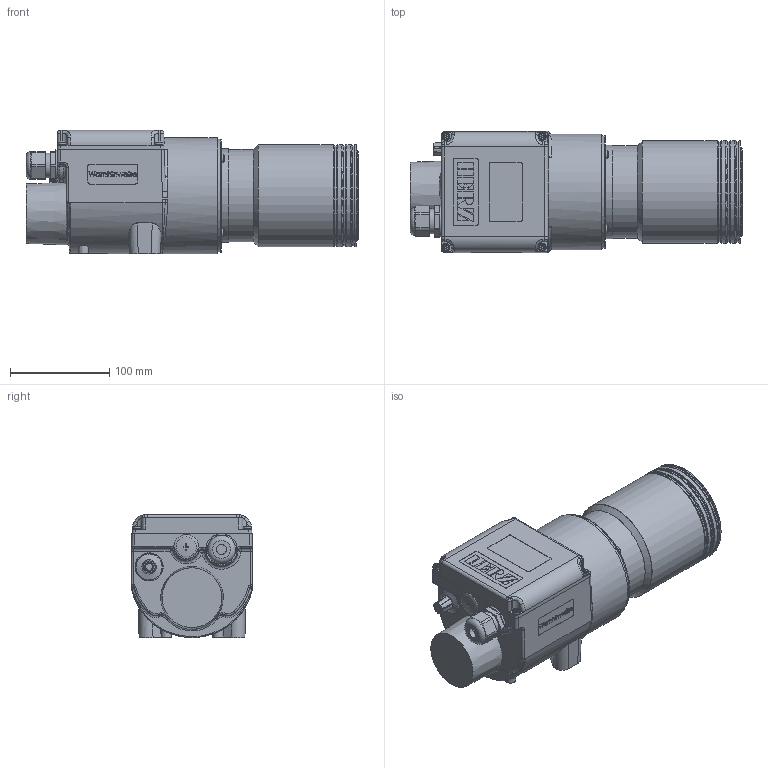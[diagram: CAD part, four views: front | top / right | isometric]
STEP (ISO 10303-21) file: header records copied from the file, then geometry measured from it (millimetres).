
FILE_DESCRIPTION( ( 'Unknown' ), '1' );
FILE_NAME( 'Lufterhitzer Typ XL92.stp', 'Unknown', ( 'Herz Austria' ), ( 'Unknown' ), 'PSStep 15.0.49', 'Unknown', ' ' );
FILE_SCHEMA( ( 'AUTOMOTIVE_DESIGN { 1 0 10303 214 1 1 1 1 }' ) );
Length unit declared in the file: millimetre
Products named in the file (15): Assem1; Gehäuse XL; Kabelverschraubung M25 x 1,5; Blindabdeckung M20x1,5; Rundmutter M10x0,75; Skala für Potknopf L-XL; Potknopf L-XL; Verschlusskappe zu Potknopf L-XL; Skalenscheibe für Potknopf L-XL; Schraube M4x12 LK; Dichtung LE XL92; Rohradapter XL92 mit Schutzrohr; Deckel L_XL HERZ; Aufkleber Warnhinweise silber; Typenschild silber
Assembly tree (21 placements, depth 2):
  Assem1
    Gehäuse XL
    Kabelverschraubung M25 x 1,5
    Blindabdeckung M20x1,5
    Rundmutter M10x0,75
    Skala für Potknopf L-XL
    Potknopf L-XL
    Verschlusskappe zu Potknopf L-XL
    Skalenscheibe für Potknopf L-XL
    Schraube M4x12 LK  x8
    Dichtung LE XL92
    Rohradapter XL92 mit Schutzrohr
    Deckel L_XL HERZ
    Aufkleber Warnhinweise silber
    Typenschild silber
Bounding box: 334.03 x 122.69 x 124.03 mm (x, y, z)
Volume: 2009326.2 mm3; surface area: 336605.3 mm2
Topology: 21 solids, 21 shells, 1451 faces, 3756 edges, 2453 vertices
Faces by surface type: plane 699, cylinder 424, extrusion 146, bspline 62, torus 58, cone 37, sphere 24, revolution 1
Full cylindrical faces by diameter (mm): 1 x6, 1.9 x1, 3.8 x1, 4 x8, 4.3 x4, 4.5 x8, 5 x1, 6 x1, 6.8 x4, 7 x1, 8 x11, 9 x2, 10 x2, 12.5 x1, 14 x1, 14.2 x1, 15 x1, 20 x1, 25 x3, 26 x1, 26.5 x1, 31.5 x1, 86 x1, 88 x1, 90 x3, 92 x2, 93 x1, 94 x1, 100 x3, 101 x3
Entity records: 64796 total; most frequent: CARTESIAN_POINT 23211, ORIENTED_EDGE 6426, DIRECTION 5901, EDGE_CURVE 3213, VERTEX_POINT 2174, AXIS2_PLACEMENT_3D 2024, VECTOR 1852, LINE 1748
